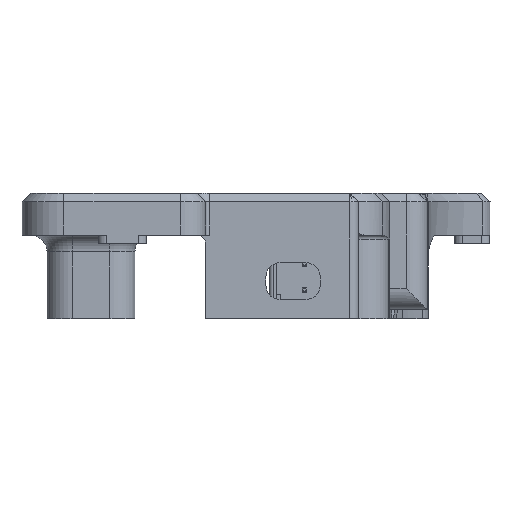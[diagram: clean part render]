
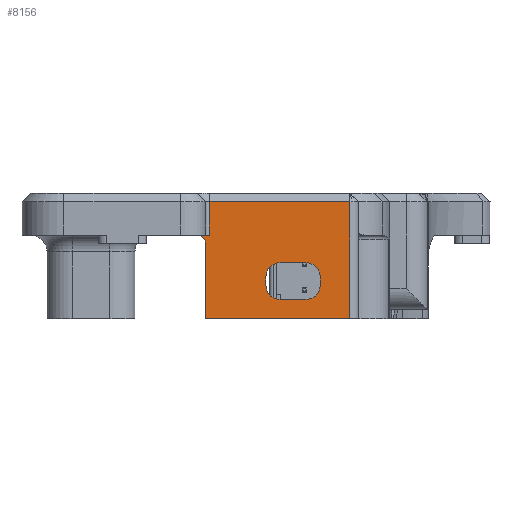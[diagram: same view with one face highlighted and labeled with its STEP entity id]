
A CAD part, front view. The second image highlights one B-rep face of the part: STEP entity #8156.
In plain terms, the highlighted planar face has unit normal (0, -1, 0).
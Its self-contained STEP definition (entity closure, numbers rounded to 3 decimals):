
#443=CIRCLE('',#8795,1.);
#444=CIRCLE('',#8796,1.7);
#445=CIRCLE('',#8797,1.7);
#446=CIRCLE('',#8798,1.7);
#447=CIRCLE('',#8799,1.7);
#743=FACE_BOUND('',#1403,.T.);
#887=FACE_OUTER_BOUND('',#1402,.T.);
#1402=EDGE_LOOP('',(#6186,#6187,#6188,#6189,#6190,#6191,#6192));
#1403=EDGE_LOOP('',(#6193,#6194,#6195,#6196,#6197,#6198,#6199,#6200));
#2022=LINE('',#13138,#2803);
#2104=LINE('',#13571,#2885);
#2105=LINE('',#13573,#2886);
#2106=LINE('',#13574,#2887);
#2107=LINE('',#13578,#2888);
#2108=LINE('',#13579,#2889);
#2109=LINE('',#13582,#2890);
#2110=LINE('',#13586,#2891);
#2111=LINE('',#13590,#2892);
#2112=LINE('',#13594,#2893);
#2803=VECTOR('',#9984,10.);
#2885=VECTOR('',#10260,10.);
#2886=VECTOR('',#10261,10.);
#2887=VECTOR('',#10262,0.4);
#2888=VECTOR('',#10265,10.);
#2889=VECTOR('',#10266,10.);
#2890=VECTOR('',#10267,10.);
#2891=VECTOR('',#10270,10.);
#2892=VECTOR('',#10273,10.);
#2893=VECTOR('',#10276,10.);
#3609=VERTEX_POINT('',#13135);
#3610=VERTEX_POINT('',#13137);
#3745=VERTEX_POINT('',#13569);
#3746=VERTEX_POINT('',#13570);
#3747=VERTEX_POINT('',#13572);
#3748=VERTEX_POINT('',#13575);
#3749=VERTEX_POINT('',#13577);
#3750=VERTEX_POINT('',#13580);
#3751=VERTEX_POINT('',#13581);
#3752=VERTEX_POINT('',#13583);
#3753=VERTEX_POINT('',#13585);
#3754=VERTEX_POINT('',#13587);
#3755=VERTEX_POINT('',#13589);
#3756=VERTEX_POINT('',#13591);
#3757=VERTEX_POINT('',#13593);
#4483=EDGE_CURVE('',#3610,#3609,#2022,.T.);
#4644=EDGE_CURVE('',#3745,#3746,#2104,.T.);
#4645=EDGE_CURVE('',#3747,#3745,#2105,.T.);
#4646=EDGE_CURVE('',#3747,#3610,#2106,.T.);
#4647=EDGE_CURVE('',#3748,#3609,#443,.T.);
#4648=EDGE_CURVE('',#3748,#3749,#2107,.T.);
#4649=EDGE_CURVE('',#3746,#3749,#2108,.T.);
#4650=EDGE_CURVE('',#3750,#3751,#2109,.T.);
#4651=EDGE_CURVE('',#3751,#3752,#444,.T.);
#4652=EDGE_CURVE('',#3752,#3753,#2110,.T.);
#4653=EDGE_CURVE('',#3753,#3754,#445,.T.);
#4654=EDGE_CURVE('',#3754,#3755,#2111,.T.);
#4655=EDGE_CURVE('',#3756,#3755,#446,.T.);
#4656=EDGE_CURVE('',#3756,#3757,#2112,.T.);
#4657=EDGE_CURVE('',#3757,#3750,#447,.T.);
#6186=ORIENTED_EDGE('',*,*,#4644,.F.);
#6187=ORIENTED_EDGE('',*,*,#4645,.F.);
#6188=ORIENTED_EDGE('',*,*,#4646,.T.);
#6189=ORIENTED_EDGE('',*,*,#4483,.T.);
#6190=ORIENTED_EDGE('',*,*,#4647,.F.);
#6191=ORIENTED_EDGE('',*,*,#4648,.T.);
#6192=ORIENTED_EDGE('',*,*,#4649,.F.);
#6193=ORIENTED_EDGE('',*,*,#4650,.T.);
#6194=ORIENTED_EDGE('',*,*,#4651,.T.);
#6195=ORIENTED_EDGE('',*,*,#4652,.T.);
#6196=ORIENTED_EDGE('',*,*,#4653,.T.);
#6197=ORIENTED_EDGE('',*,*,#4654,.T.);
#6198=ORIENTED_EDGE('',*,*,#4655,.F.);
#6199=ORIENTED_EDGE('',*,*,#4656,.T.);
#6200=ORIENTED_EDGE('',*,*,#4657,.T.);
#7851=PLANE('',#8794);
#8156=ADVANCED_FACE('',(#887,#743),#7851,.T.);
#8794=AXIS2_PLACEMENT_3D('',#13568,#10258,#10259);
#8795=AXIS2_PLACEMENT_3D('',#13576,#10263,#10264);
#8796=AXIS2_PLACEMENT_3D('',#13584,#10268,#10269);
#8797=AXIS2_PLACEMENT_3D('',#13588,#10271,#10272);
#8798=AXIS2_PLACEMENT_3D('',#13592,#10274,#10275);
#8799=AXIS2_PLACEMENT_3D('',#13595,#10277,#10278);
#9984=DIRECTION('',(-1.,0.,0.));
#10258=DIRECTION('center_axis',(0.,-1.,
0.));
#10259=DIRECTION('ref_axis',(-1.,0.,0.));
#10260=DIRECTION('',(0.,0.,-1.));
#10261=DIRECTION('',(1.,0.,0.));
#10262=DIRECTION('',(0.,0.,-1.));
#10263=DIRECTION('center_axis',(0.,-1.,
0.));
#10264=DIRECTION('ref_axis',(0.707,0.,0.707));
#10265=DIRECTION('',(0.,0.,-1.));
#10266=DIRECTION('',(-1.,0.,0.));
#10267=DIRECTION('',(1.,0.,0.));
#10268=DIRECTION('center_axis',(0.,1.,0.));
#10269=DIRECTION('ref_axis',(1.,0.,0.));
#10270=DIRECTION('',(0.,0.,-1.));
#10271=DIRECTION('center_axis',(0.,1.,0.));
#10272=DIRECTION('ref_axis',(0.,0.,
-1.));
#10273=DIRECTION('',(-1.,0.,0.));
#10274=DIRECTION('center_axis',(0.,-1.,
0.));
#10275=DIRECTION('ref_axis',(1.,0.,0.));
#10276=DIRECTION('',(0.,0.,1.));
#10277=DIRECTION('center_axis',(0.,1.,0.));
#10278=DIRECTION('ref_axis',(0.,0.,
1.));
#13135=CARTESIAN_POINT('',(0.477,69.429,43.306));
#13137=CARTESIAN_POINT('',(1.877,69.429,43.306));
#13138=CARTESIAN_POINT('',(13.322,69.429,43.306));
#13568=CARTESIAN_POINT('Origin',(19.277,69.429,48.306));
#13569=CARTESIAN_POINT('',(18.727,69.429,47.306));
#13570=CARTESIAN_POINT('',(18.727,69.429,33.306));
#13571=CARTESIAN_POINT('',(18.727,69.429,48.306));
#13572=CARTESIAN_POINT('',(1.877,69.429,47.306));
#13573=CARTESIAN_POINT('',(13.385,69.429,47.306));
#13574=CARTESIAN_POINT('',(1.877,69.429,45.806));
#13575=CARTESIAN_POINT('',(1.477,69.429,42.306));
#13576=CARTESIAN_POINT('Origin',(0.477,69.429,42.306));
#13577=CARTESIAN_POINT('',(1.477,69.429,33.306));
#13578=CARTESIAN_POINT('',(1.477,69.429,45.806));
#13579=CARTESIAN_POINT('',(0.477,69.429,33.306));
#13580=CARTESIAN_POINT('',(10.377,69.429,40.006));
#13581=CARTESIAN_POINT('',(13.477,69.429,40.006));
#13582=CARTESIAN_POINT('',(14.827,69.429,40.006));
#13583=CARTESIAN_POINT('',(15.177,69.429,38.306));
#13584=CARTESIAN_POINT('Origin',(13.477,69.429,38.306));
#13585=CARTESIAN_POINT('',(15.177,69.429,37.306));
#13586=CARTESIAN_POINT('',(15.177,69.429,43.306));
#13587=CARTESIAN_POINT('',(13.477,69.429,35.606));
#13588=CARTESIAN_POINT('Origin',(13.477,69.429,37.306));
#13589=CARTESIAN_POINT('',(10.377,69.429,35.606));
#13590=CARTESIAN_POINT('',(16.377,69.429,35.606));
#13591=CARTESIAN_POINT('',(8.677,69.429,37.306));
#13592=CARTESIAN_POINT('Origin',(10.377,69.429,37.306));
#13593=CARTESIAN_POINT('',(8.677,69.429,38.306));
#13594=CARTESIAN_POINT('',(8.677,69.429,42.806));
#13595=CARTESIAN_POINT('Origin',(10.377,69.429,38.306));
